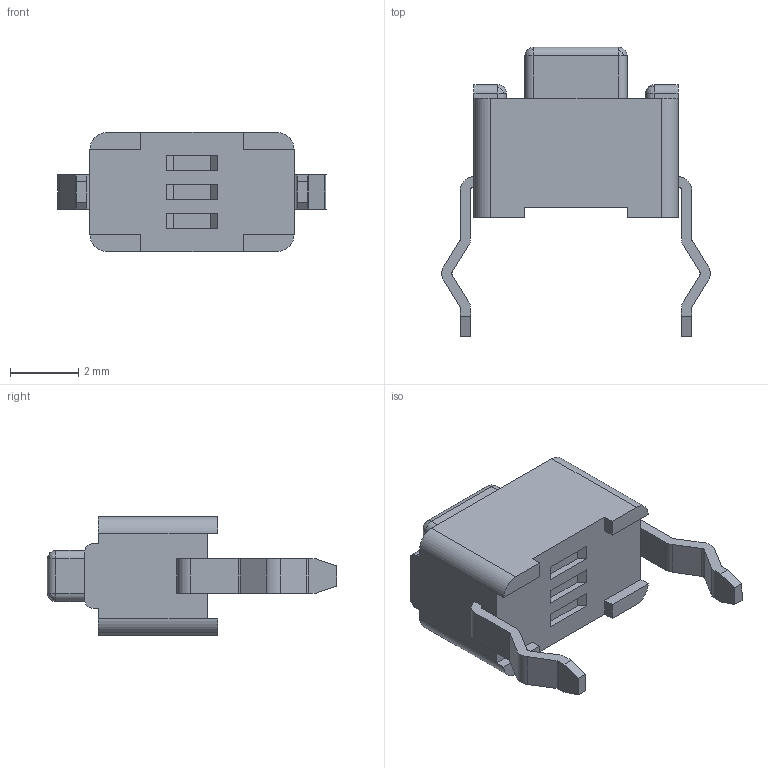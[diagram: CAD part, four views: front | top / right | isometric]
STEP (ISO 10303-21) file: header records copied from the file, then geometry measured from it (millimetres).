
FILE_DESCRIPTION (( 'STEP AP214' ), '1' );
FILE_NAME ('TL1107BF130WQ.STEP', '2023-03-07T03:58:16', ( '' ), ( '' ), 'SwSTEP 2.0', 'SolidWorks 2017', '' );
FILE_SCHEMA (( 'AUTOMOTIVE_DESIGN' ));
Length unit declared in the file: millimetre
Products named in the file (2): TL1107BF130WQ; TL1107BF130WQ_TL1107BF130WQ
Assembly tree (1 placements, depth 2):
  TL1107BF130WQ
    TL1107BF130WQ_TL1107BF130WQ
Bounding box: 7.9 x 8.5 x 3.5 mm (x, y, z)
Surface area: 197.4 mm2 (no closed solid volume)
Topology: 0 solids, 2 shells, 179 faces, 469 edges, 291 vertices
Faces by surface type: plane 100, cylinder 58, bspline 21
Entity records: 5751 total; most frequent: CARTESIAN_POINT 1353, ORIENTED_EDGE 916, DIRECTION 898, EDGE_CURVE 460, VECTOR 322, LINE 322, VERTEX_POINT 291, AXIS2_PLACEMENT_3D 288
